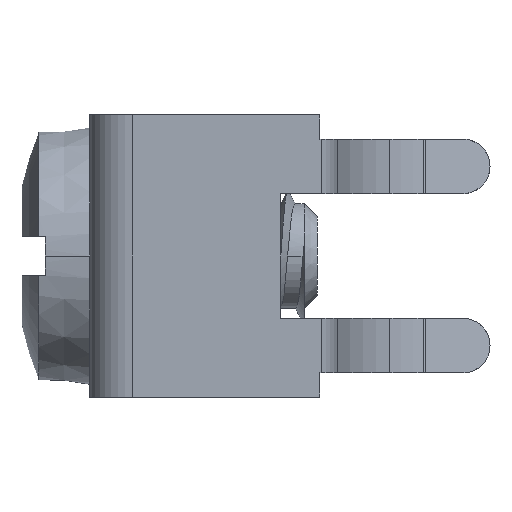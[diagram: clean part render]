
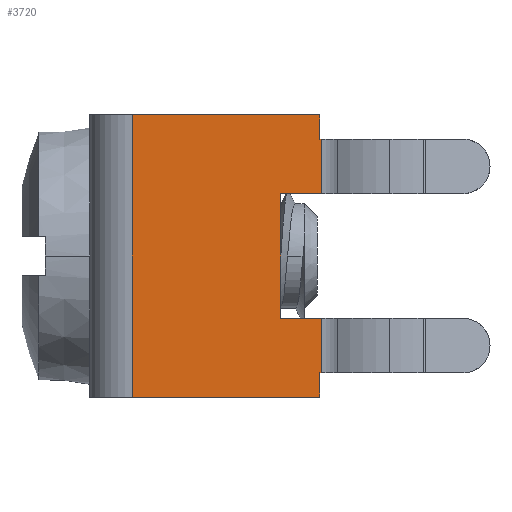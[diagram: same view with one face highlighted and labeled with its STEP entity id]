
A CAD part, left-side view. The second image highlights one B-rep face of the part: STEP entity #3720.
In plain terms, the highlighted planar face has unit normal (-1, 0, 0).
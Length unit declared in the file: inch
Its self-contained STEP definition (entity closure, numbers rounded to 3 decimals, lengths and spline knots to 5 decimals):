
#35 = CARTESIAN_POINT ( 'NONE',  ( -0.05645, 0.12705, 0.13421 ) ) ;
#175 = VECTOR ( 'NONE', #3856, 39.37008 ) ;
#188 = DIRECTION ( 'NONE',  ( 0., 1., 0. ) ) ;
#358 = CARTESIAN_POINT ( 'NONE',  ( -0.05645, -0.08108, -0.08929 ) ) ;
#611 = VERTEX_POINT ( 'NONE', #2022 ) ;
#852 = CARTESIAN_POINT ( 'NONE',  ( -0.05645, -0.07895, 0.13421 ) ) ;
#862 = CARTESIAN_POINT ( 'NONE',  ( -0.05645, 0.12705, 0.13421 ) ) ;
#905 = VECTOR ( 'NONE', #8058, 39.37008 ) ;
#918 = CARTESIAN_POINT ( 'NONE',  ( -0.05645, 0.12705, 0.13421 ) ) ;
#945 = CARTESIAN_POINT ( 'NONE',  ( -0.05645, -0.08108, 0.04771 ) ) ;
#1131 = VERTEX_POINT ( 'NONE', #1489 ) ;
#1148 = PLANE ( 'NONE',  #4535 ) ;
#1268 = DIRECTION ( 'NONE',  ( 0., 1., 0. ) ) ;
#1292 = CARTESIAN_POINT ( 'NONE',  ( -0.05645, 0.12705, -0.17579 ) ) ;
#1296 = LINE ( 'NONE', #6748, #4285 ) ;
#1426 = VERTEX_POINT ( 'NONE', #7265 ) ;
#1489 = CARTESIAN_POINT ( 'NONE',  ( -0.05645, -0.07895, -0.14929 ) ) ;
#1493 = VECTOR ( 'NONE', #1499, 39.37008 ) ;
#1499 = DIRECTION ( 'NONE',  ( 0., 0., 1. ) ) ;
#1651 = DIRECTION ( 'NONE',  ( 0., 1., 0. ) ) ;
#1684 = VERTEX_POINT ( 'NONE', #945 ) ;
#1717 = CARTESIAN_POINT ( 'NONE',  ( -0.05645, 0.12705, -0.14929 ) ) ;
#1927 = VECTOR ( 'NONE', #7282, 39.37008 ) ;
#1936 = CARTESIAN_POINT ( 'NONE',  ( -0.05645, -0.08108, 0.10771 ) ) ;
#1956 = CARTESIAN_POINT ( 'NONE',  ( -0.05645, -0.07895, 0.10771 ) ) ;
#2022 = CARTESIAN_POINT ( 'NONE',  ( -0.05645, -0.03595, -0.08929 ) ) ;
#2146 = VERTEX_POINT ( 'NONE', #1936 ) ;
#2172 = VERTEX_POINT ( 'NONE', #7070 ) ;
#2299 = ORIENTED_EDGE ( 'NONE', *, *, #5759, .T. ) ;
#2336 = CARTESIAN_POINT ( 'NONE',  ( -0.05645, -0.03595, 0.13421 ) ) ;
#2388 = CARTESIAN_POINT ( 'NONE',  ( -0.05645, -0.08108, 0.13421 ) ) ;
#2437 = DIRECTION ( 'NONE',  ( -1., 0., 0. ) ) ;
#2560 = ORIENTED_EDGE ( 'NONE', *, *, #8233, .T. ) ;
#2781 = CARTESIAN_POINT ( 'NONE',  ( -0.05645, -0.07895, 0.13421 ) ) ;
#2949 = VECTOR ( 'NONE', #188, 39.37008 ) ;
#2965 = DIRECTION ( 'NONE',  ( 0., -1., 0. ) ) ;
#3330 = ORIENTED_EDGE ( 'NONE', *, *, #5661, .T. ) ;
#3429 = DIRECTION ( 'NONE',  ( 0., 0., -1. ) ) ;
#3590 = ORIENTED_EDGE ( 'NONE', *, *, #5554, .T. ) ;
#3720 = ADVANCED_FACE ( 'NONE', ( #5341 ), #1148, .T. ) ;
#3856 = DIRECTION ( 'NONE',  ( 0., 1., 0. ) ) ;
#3969 = VECTOR ( 'NONE', #6862, 39.37008 ) ;
#4044 = ORIENTED_EDGE ( 'NONE', *, *, #5643, .T. ) ;
#4180 = VECTOR ( 'NONE', #1268, 39.37008 ) ;
#4181 = LINE ( 'NONE', #2336, #7395 ) ;
#4285 = VECTOR ( 'NONE', #1651, 39.37008 ) ;
#4373 = LINE ( 'NONE', #4470, #4180 ) ;
#4470 = CARTESIAN_POINT ( 'NONE',  ( -0.05645, 0.12705, -0.17579 ) ) ;
#4478 = LINE ( 'NONE', #5478, #7698 ) ;
#4535 = AXIS2_PLACEMENT_3D ( 'NONE', #6272, #2437, #6915 ) ;
#4671 = LINE ( 'NONE', #5696, #2949 ) ;
#4890 = LINE ( 'NONE', #852, #1493 ) ;
#5078 = ORIENTED_EDGE ( 'NONE', *, *, #5624, .T. ) ;
#5125 = LINE ( 'NONE', #918, #6639 ) ;
#5142 = EDGE_CURVE ( 'NONE', #8063, #5913, #4373, .T. ) ;
#5198 = ORIENTED_EDGE ( 'NONE', *, *, #5476, .F. ) ;
#5341 = FACE_OUTER_BOUND ( 'NONE', #8269, .T. ) ;
#5476 = EDGE_CURVE ( 'NONE', #7521, #2172, #4478, .T. ) ;
#5478 = CARTESIAN_POINT ( 'NONE',  ( -0.05645, -0.08108, 0.13421 ) ) ;
#5491 = EDGE_CURVE ( 'NONE', #7521, #611, #1296, .T. ) ;
#5501 = EDGE_CURVE ( 'NONE', #5722, #1684, #5988, .T. ) ;
#5554 = EDGE_CURVE ( 'NONE', #611, #5722, #4181, .T. ) ;
#5575 = EDGE_CURVE ( 'NONE', #2146, #1684, #7595, .T. ) ;
#5600 = EDGE_CURVE ( 'NONE', #2146, #6890, #4671, .T. ) ;
#5624 = EDGE_CURVE ( 'NONE', #6890, #1426, #4890, .T. ) ;
#5643 = EDGE_CURVE ( 'NONE', #8063, #1131, #6823, .T. ) ;
#5661 = EDGE_CURVE ( 'NONE', #7902, #5913, #5125, .T. ) ;
#5696 = CARTESIAN_POINT ( 'NONE',  ( -0.05645, 0.12705, 0.10771 ) ) ;
#5722 = VERTEX_POINT ( 'NONE', #8037 ) ;
#5759 = EDGE_CURVE ( 'NONE', #1131, #2172, #6633, .T. ) ;
#5887 = LINE ( 'NONE', #35, #175 ) ;
#5913 = VERTEX_POINT ( 'NONE', #1292 ) ;
#5988 = LINE ( 'NONE', #7419, #905 ) ;
#6102 = ORIENTED_EDGE ( 'NONE', *, *, #5491, .T. ) ;
#6117 = DIRECTION ( 'NONE',  ( 0., 0., -1. ) ) ;
#6232 = DIRECTION ( 'NONE',  ( 0., 0., 1. ) ) ;
#6272 = CARTESIAN_POINT ( 'NONE',  ( -0.05645, 0.12705, 0.13421 ) ) ;
#6633 = LINE ( 'NONE', #1717, #8135 ) ;
#6639 = VECTOR ( 'NONE', #3429, 39.37008 ) ;
#6748 = CARTESIAN_POINT ( 'NONE',  ( -0.05645, 0.12705, -0.08929 ) ) ;
#6823 = LINE ( 'NONE', #2781, #1927 ) ;
#6862 = DIRECTION ( 'NONE',  ( 0., 0., -1. ) ) ;
#6890 = VERTEX_POINT ( 'NONE', #1956 ) ;
#6915 = DIRECTION ( 'NONE',  ( 0., 0., 1. ) ) ;
#7003 = ORIENTED_EDGE ( 'NONE', *, *, #5600, .T. ) ;
#7070 = CARTESIAN_POINT ( 'NONE',  ( -0.05645, -0.08108, -0.14929 ) ) ;
#7265 = CARTESIAN_POINT ( 'NONE',  ( -0.05645, -0.07895, 0.13421 ) ) ;
#7282 = DIRECTION ( 'NONE',  ( 0., 0., 1. ) ) ;
#7335 = ORIENTED_EDGE ( 'NONE', *, *, #5575, .F. ) ;
#7395 = VECTOR ( 'NONE', #6232, 39.37008 ) ;
#7419 = CARTESIAN_POINT ( 'NONE',  ( -0.05645, 0.12705, 0.04771 ) ) ;
#7521 = VERTEX_POINT ( 'NONE', #358 ) ;
#7537 = ORIENTED_EDGE ( 'NONE', *, *, #5142, .F. ) ;
#7595 = LINE ( 'NONE', #2388, #3969 ) ;
#7678 = ORIENTED_EDGE ( 'NONE', *, *, #5501, .T. ) ;
#7698 = VECTOR ( 'NONE', #6117, 39.37008 ) ;
#7902 = VERTEX_POINT ( 'NONE', #862 ) ;
#8017 = CARTESIAN_POINT ( 'NONE',  ( -0.05645, -0.07895, -0.17579 ) ) ;
#8037 = CARTESIAN_POINT ( 'NONE',  ( -0.05645, -0.03595, 0.04771 ) ) ;
#8058 = DIRECTION ( 'NONE',  ( 0., -1., 0. ) ) ;
#8063 = VERTEX_POINT ( 'NONE', #8017 ) ;
#8135 = VECTOR ( 'NONE', #2965, 39.37008 ) ;
#8233 = EDGE_CURVE ( 'NONE', #1426, #7902, #5887, .T. ) ;
#8269 = EDGE_LOOP ( 'NONE', ( #5198, #6102, #3590, #7678, #7335, #7003, #5078, #2560, #3330, #7537, #4044, #2299 ) ) ;
